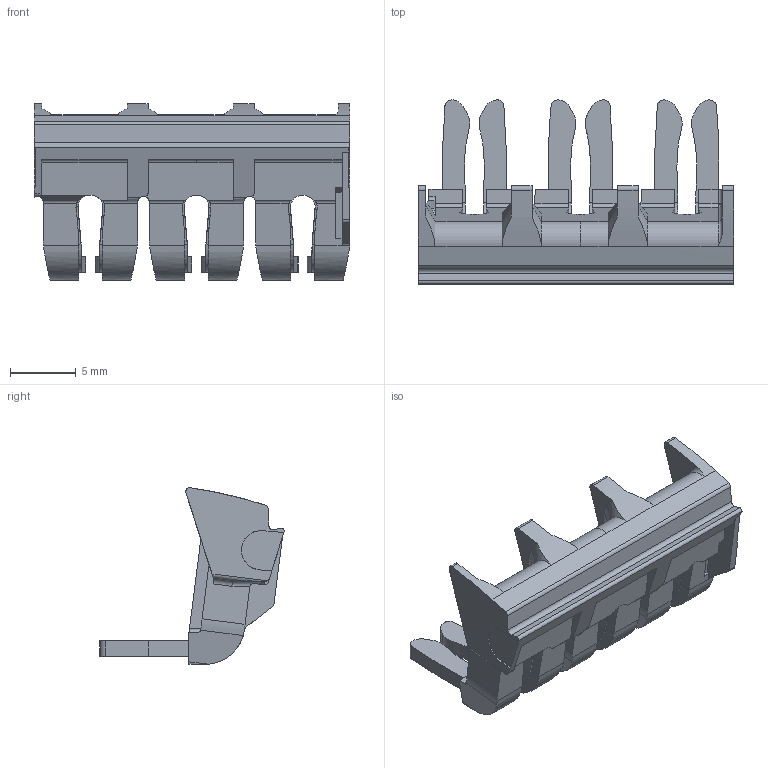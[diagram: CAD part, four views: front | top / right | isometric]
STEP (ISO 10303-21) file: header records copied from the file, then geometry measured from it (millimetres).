
FILE_DESCRIPTION(('CATIA V5 STEP Exchange','CAx-IF Rec.Pracs.--- Model Styling and Organization---1.4--- 2014-01-23'),'2;1');
FILE_NAME ('1175173-3_1_2710200000_2710200000.stp','2020-02-10T11:56:33+00:00',('none'),('Weidmueller'),'CATIA Version 5-6 Release 2016 SP3 HF44','CATIA V5 STEP AP214','none');
FILE_SCHEMA(('AUTOMOTIVE_DESIGN { 1 0 10303 214 1 1 1 1 }'));
Length unit declared in the file: millimetre
Products named in the file (1): 2710200000
Bounding box: 24.1 x 14.06 x 13.47 mm (x, y, z)
Volume: 1038.7 mm3; surface area: 2594.1 mm2
Topology: 2 solids, 2 shells, 551 faces, 1556 edges, 998 vertices
Faces by surface type: cylinder 280, plane 228, bspline 35, cone 5, sphere 2, torus 1
Entity records: 19204 total; most frequent: CARTESIAN_POINT 6114, ORIENTED_EDGE 3102, DIRECTION 1965, EDGE_CURVE 1551, VERTEX_POINT 998, VECTOR 856, LINE 856, AXIS2_PLACEMENT_3D 696
